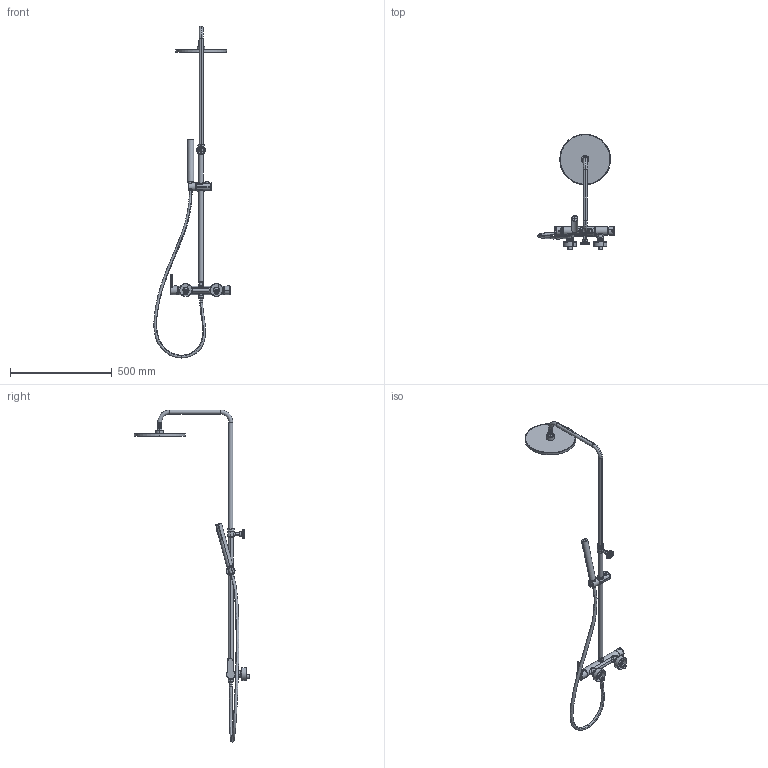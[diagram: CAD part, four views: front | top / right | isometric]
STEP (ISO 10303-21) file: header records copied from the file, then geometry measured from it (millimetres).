
FILE_DESCRIPTION(('CATIA V5 STEP Exchange','CAx-IF Rec.Pracs.--- Model Styling and Organization---1.5--- 2016-08-15','CAx-IF Rec.Pracs.---Supplemental Geometry---1.0---2011-11-01','CAx-IF Rec.Pracs.--- Composite Materials ---3.4---2017-06-13','CAx-IF Rec.Pracs.---Tessellated 3D Geometry---1.0---2015-12-17'),'2;1');
FILE_NAME('ZR304020.stp','2023-02-09T08:30:21+00:00',('none'),('none'),'CATIA Version 5-6 Release 2020 SP2','CATIA V5 STEP AP242 v2','none');
FILE_SCHEMA(('AP242_MANAGED_MODEL_BASED_3D_ENGINEERING_MIM_LF {1 0 10303 442 1 1 4}'));
Products named in the file (1): ZR304020
Bounding box: 374.98 x 568.42 x 1634.21 mm (x, y, z)
Volume: 1292265.8 mm3; surface area: 628342.2 mm2
Topology: 41 solids, 104 shells, 2726 faces, 6554 edges, 4322 vertices
Faces by surface type: cylinder 1383, plane 735, bspline 196, torus 161, cone 153, sphere 58, extrusion 40
Entity records: 111123 total; most frequent: CARTESIAN_POINT 56821, ORIENTED_EDGE 12668, DIRECTION 7257, EDGE_CURVE 6493, VERTEX_POINT 4322, AXIS2_PLACEMENT_3D 3564, EDGE_LOOP 3246, ADVANCED_FACE 2726
